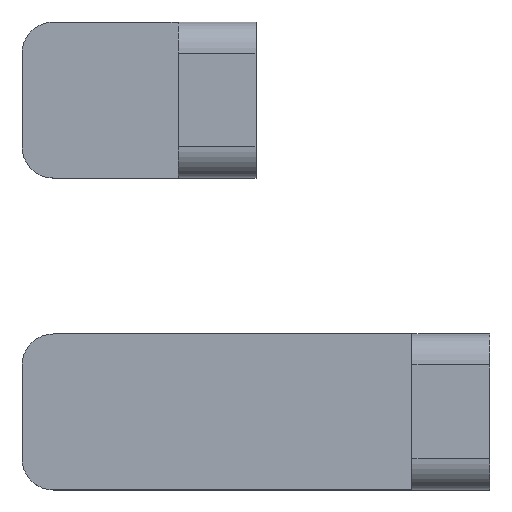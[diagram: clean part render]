
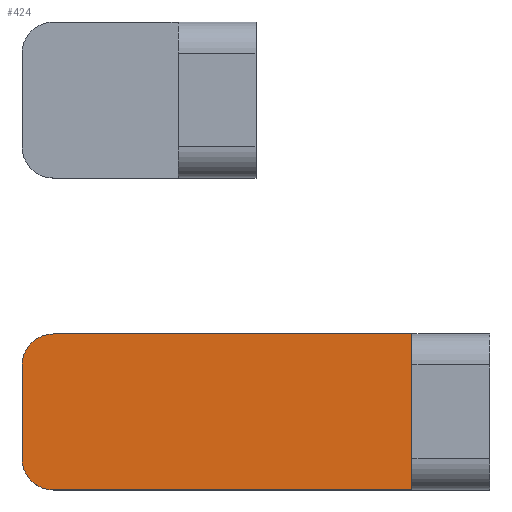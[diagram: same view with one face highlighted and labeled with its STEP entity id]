
A CAD part, top view. The second image highlights one B-rep face of the part: STEP entity #424.
In plain terms, the highlighted planar face has unit normal (0, 0, 1).
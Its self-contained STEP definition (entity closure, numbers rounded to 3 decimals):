
#24=PLANE('',#471);
#44=FACE_OUTER_BOUND('',#68,.T.);
#68=EDGE_LOOP('',(#339,#340,#341,#342,#343,#344));
#85=LINE('',#636,#129);
#94=LINE('',#660,#138);
#101=LINE('',#677,#145);
#102=LINE('',#679,#146);
#129=VECTOR('',#508,10.);
#138=VECTOR('',#531,10.);
#145=VECTOR('',#550,10.);
#146=VECTOR('',#553,10.);
#173=CIRCLE('',#461,2.);
#176=CIRCLE('',#467,2.);
#191=VERTEX_POINT('',#633);
#192=VERTEX_POINT('',#635);
#195=VERTEX_POINT('',#647);
#196=VERTEX_POINT('',#648);
#200=VERTEX_POINT('',#658);
#204=VERTEX_POINT('',#670);
#232=EDGE_CURVE('',#192,#191,#85,.T.);
#238=EDGE_CURVE('',#195,#196,#173,.T.);
#244=EDGE_CURVE('',#195,#200,#94,.T.);
#249=EDGE_CURVE('',#204,#200,#176,.T.);
#253=EDGE_CURVE('',#204,#192,#101,.T.);
#254=EDGE_CURVE('',#191,#196,#102,.T.);
#339=ORIENTED_EDGE('',*,*,#238,.F.);
#340=ORIENTED_EDGE('',*,*,#244,.T.);
#341=ORIENTED_EDGE('',*,*,#249,.F.);
#342=ORIENTED_EDGE('',*,*,#253,.T.);
#343=ORIENTED_EDGE('',*,*,#232,.T.);
#344=ORIENTED_EDGE('',*,*,#254,.T.);
#424=ADVANCED_FACE('',(#44),#24,.T.);
#461=AXIS2_PLACEMENT_3D('',#649,#521,#522);
#467=AXIS2_PLACEMENT_3D('',#671,#541,#542);
#471=AXIS2_PLACEMENT_3D('',#680,#554,#555);
#508=DIRECTION('',(0.,1.,0.));
#521=DIRECTION('center_axis',(0.,0.,-1.));
#522=DIRECTION('ref_axis',(-0.707,0.707,0.));
#531=DIRECTION('',(0.,-1.,0.));
#541=DIRECTION('center_axis',(0.,0.,-1.));
#542=DIRECTION('ref_axis',(-0.707,-0.707,0.));
#550=DIRECTION('',(1.,0.,0.));
#553=DIRECTION('',(-1.,0.,0.));
#554=DIRECTION('center_axis',(0.,0.,1.));
#555=DIRECTION('ref_axis',(1.,0.,0.));
#633=CARTESIAN_POINT('',(25.,0.,3.6));
#635=CARTESIAN_POINT('',(25.,-10.,3.6));
#636=CARTESIAN_POINT('',(25.,0.,3.6));
#647=CARTESIAN_POINT('',(0.,-2.,3.6));
#648=CARTESIAN_POINT('',(2.,0.,3.6));
#649=CARTESIAN_POINT('Origin',(2.,-2.,3.6));
#658=CARTESIAN_POINT('',(0.,-8.,3.6));
#660=CARTESIAN_POINT('',(0.,-10.,3.6));
#670=CARTESIAN_POINT('',(2.,-10.,3.6));
#671=CARTESIAN_POINT('Origin',(2.,-8.,3.6));
#677=CARTESIAN_POINT('',(30.,-10.,3.6));
#679=CARTESIAN_POINT('',(0.,0.,3.6));
#680=CARTESIAN_POINT('Origin',(12.5,-5.,3.6));
